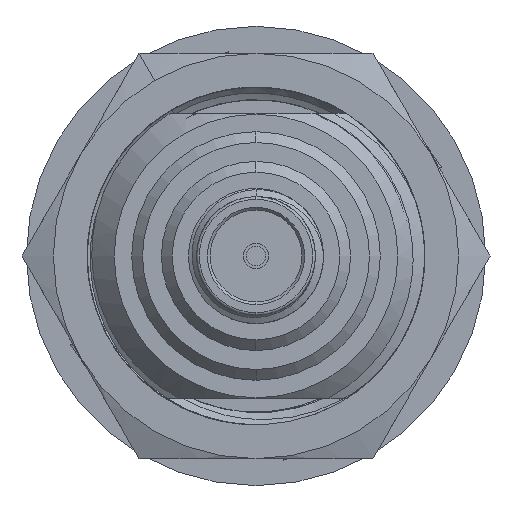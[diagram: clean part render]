
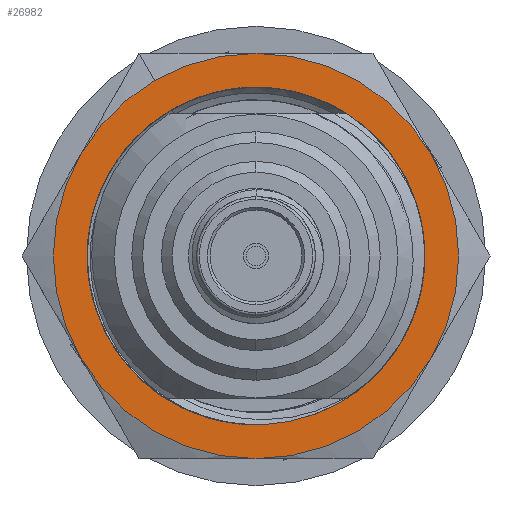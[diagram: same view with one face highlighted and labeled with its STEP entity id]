
A CAD part, left-side view. The second image highlights one B-rep face of the part: STEP entity #26982.
In plain terms, the highlighted planar face has unit normal (-1, 0, 0).
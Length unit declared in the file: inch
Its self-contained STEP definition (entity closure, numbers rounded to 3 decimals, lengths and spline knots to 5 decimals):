
#401 = DIRECTION ( 'NONE',  ( 0., 0.5, 0.866 ) ) ;
#570 = CIRCLE ( 'NONE', #24576, 0.375 ) ;
#908 = EDGE_CURVE ( 'NONE', #7808, #18743, #21965, .T. ) ;
#965 = CARTESIAN_POINT ( 'NONE',  ( 0.473, 0., 0. ) ) ;
#1491 = CIRCLE ( 'NONE', #12672, 0.375 ) ;
#1847 = DIRECTION ( 'NONE',  ( 0., 0.5, 0.866 ) ) ;
#1946 = CARTESIAN_POINT ( 'NONE',  ( 0.473, 0., 0. ) ) ;
#2302 = CARTESIAN_POINT ( 'NONE',  ( 0.473, 0., 0. ) ) ;
#2345 = CIRCLE ( 'NONE', #28595, 0.375 ) ;
#2903 = DIRECTION ( 'NONE',  ( 0., 1., 0. ) ) ;
#4452 = DIRECTION ( 'NONE',  ( -1., 0., 0. ) ) ;
#4511 = DIRECTION ( 'NONE',  ( -1., 0., 0. ) ) ;
#4740 = EDGE_CURVE ( 'NONE', #18743, #17228, #22489, .T. ) ;
#5102 = CARTESIAN_POINT ( 'NONE',  ( 0.473, 0., 0. ) ) ;
#5210 = CARTESIAN_POINT ( 'NONE',  ( 0.473, 0., 0. ) ) ;
#5277 = DIRECTION ( 'NONE',  ( 1., 0., 0. ) ) ;
#5369 = AXIS2_PLACEMENT_3D ( 'NONE', #12843, #4452, #17925 ) ;
#5507 = CARTESIAN_POINT ( 'NONE',  ( 0.473, 0.1875, 0.32476 ) ) ;
#5605 = CARTESIAN_POINT ( 'NONE',  ( 0.473, -0.193, -0.24578 ) ) ;
#5786 = VERTEX_POINT ( 'NONE', #5507 ) ;
#6311 = CARTESIAN_POINT ( 'NONE',  ( 0.473, 0., 0. ) ) ;
#6456 = ORIENTED_EDGE ( 'NONE', *, *, #908, .T. ) ;
#6780 = EDGE_CURVE ( 'NONE', #13775, #26657, #2345, .T. ) ;
#6910 = DIRECTION ( 'NONE',  ( -1., 0., 0. ) ) ;
#7081 = DIRECTION ( 'NONE',  ( 1., 0., 0. ) ) ;
#7193 = CIRCLE ( 'NONE', #14457, 0.3125 ) ;
#7234 = VERTEX_POINT ( 'NONE', #30819 ) ;
#7730 = EDGE_CURVE ( 'NONE', #5786, #7234, #10705, .T. ) ;
#7808 = VERTEX_POINT ( 'NONE', #5605 ) ;
#7944 = EDGE_CURVE ( 'NONE', #27301, #26657, #22994, .T. ) ;
#8068 = ORIENTED_EDGE ( 'NONE', *, *, #29470, .T. ) ;
#8725 = EDGE_LOOP ( 'NONE', ( #6456, #13496, #23411 ) ) ;
#9635 = CARTESIAN_POINT ( 'NONE',  ( 0.473, 0.03732, -0.31026 ) ) ;
#9865 = ORIENTED_EDGE ( 'NONE', *, *, #7944, .F. ) ;
#10677 = DIRECTION ( 'NONE',  ( 0., 0.5, 0.866 ) ) ;
#10705 = CIRCLE ( 'NONE', #29174, 0.375 ) ;
#10846 = CARTESIAN_POINT ( 'NONE',  ( 0.473, 0., 0. ) ) ;
#11804 = EDGE_CURVE ( 'NONE', #7234, #23854, #570, .T. ) ;
#12449 = AXIS2_PLACEMENT_3D ( 'NONE', #5102, #5277, #29429 ) ;
#12618 = DIRECTION ( 'NONE',  ( 0., 0.5, 0.866 ) ) ;
#12672 = AXIS2_PLACEMENT_3D ( 'NONE', #2302, #23646, #12618 ) ;
#12843 = CARTESIAN_POINT ( 'NONE',  ( 0.473, 0., 0. ) ) ;
#13384 = CIRCLE ( 'NONE', #18416, 0.375 ) ;
#13496 = ORIENTED_EDGE ( 'NONE', *, *, #4740, .T. ) ;
#13775 = VERTEX_POINT ( 'NONE', #18864 ) ;
#14236 = CARTESIAN_POINT ( 'NONE',  ( 0.473, 0.32476, -0.1875 ) ) ;
#14244 = FACE_OUTER_BOUND ( 'NONE', #32717, .T. ) ;
#14457 = AXIS2_PLACEMENT_3D ( 'NONE', #28265, #7081, #25805 ) ;
#15120 = ORIENTED_EDGE ( 'NONE', *, *, #6780, .T. ) ;
#15363 = VERTEX_POINT ( 'NONE', #29103 ) ;
#16286 = DIRECTION ( 'NONE',  ( -1., 0., 0. ) ) ;
#16448 = DIRECTION ( 'NONE',  ( 1., 0., 0. ) ) ;
#16628 = ORIENTED_EDGE ( 'NONE', *, *, #20765, .T. ) ;
#16709 = PLANE ( 'NONE',  #29966 ) ;
#17228 = VERTEX_POINT ( 'NONE', #9635 ) ;
#17925 = DIRECTION ( 'NONE',  ( 0., 0.5, 0.866 ) ) ;
#18416 = AXIS2_PLACEMENT_3D ( 'NONE', #33348, #6910, #1847 ) ;
#18598 = CARTESIAN_POINT ( 'NONE',  ( 0.473, -0.32476, 0.1875 ) ) ;
#18743 = VERTEX_POINT ( 'NONE', #29608 ) ;
#18864 = CARTESIAN_POINT ( 'NONE',  ( 0.473, -0.32476, -0.1875 ) ) ;
#19123 = ORIENTED_EDGE ( 'NONE', *, *, #11804, .T. ) ;
#19163 = FACE_BOUND ( 'NONE', #8725, .T. ) ;
#19243 = ORIENTED_EDGE ( 'NONE', *, *, #7730, .T. ) ;
#20488 = EDGE_CURVE ( 'NONE', #17228, #7808, #7193, .T. ) ;
#20765 = EDGE_CURVE ( 'NONE', #27301, #5786, #13384, .T. ) ;
#21965 = CIRCLE ( 'NONE', #12449, 0.3125 ) ;
#22489 = CIRCLE ( 'NONE', #33119, 0.3125 ) ;
#22994 = CIRCLE ( 'NONE', #34189, 0.375 ) ;
#23411 = ORIENTED_EDGE ( 'NONE', *, *, #20488, .T. ) ;
#23646 = DIRECTION ( 'NONE',  ( -1., 0., 0. ) ) ;
#23750 = DIRECTION ( 'NONE',  ( 0., 0.5, 0.866 ) ) ;
#23854 = VERTEX_POINT ( 'NONE', #14236 ) ;
#24312 = CARTESIAN_POINT ( 'NONE',  ( 0.473, 0., 0. ) ) ;
#24407 = DIRECTION ( 'NONE',  ( 1., 0., 0. ) ) ;
#24576 = AXIS2_PLACEMENT_3D ( 'NONE', #5210, #4511, #23750 ) ;
#25711 = EDGE_CURVE ( 'NONE', #15363, #13775, #29942, .T. ) ;
#25805 = DIRECTION ( 'NONE',  ( 0., 0.5, 0.866 ) ) ;
#26657 = VERTEX_POINT ( 'NONE', #18598 ) ;
#26982 = ADVANCED_FACE ( 'NONE', ( #19163, #14244 ), #16709, .F. ) ;
#26988 = DIRECTION ( 'NONE',  ( 1., 0., 0. ) ) ;
#27288 = DIRECTION ( 'NONE',  ( 0., 0.5, 0.866 ) ) ;
#27301 = VERTEX_POINT ( 'NONE', #30693 ) ;
#28265 = CARTESIAN_POINT ( 'NONE',  ( 0.473, 0., 0. ) ) ;
#28595 = AXIS2_PLACEMENT_3D ( 'NONE', #24312, #32205, #27288 ) ;
#29103 = CARTESIAN_POINT ( 'NONE',  ( 0.473, 0., -0.375 ) ) ;
#29174 = AXIS2_PLACEMENT_3D ( 'NONE', #1946, #16286, #29917 ) ;
#29429 = DIRECTION ( 'NONE',  ( 0., 0.5, 0.866 ) ) ;
#29470 = EDGE_CURVE ( 'NONE', #23854, #15363, #1491, .T. ) ;
#29608 = CARTESIAN_POINT ( 'NONE',  ( 0.473, -0.15625, -0.27063 ) ) ;
#29917 = DIRECTION ( 'NONE',  ( 0., 0.5, 0.866 ) ) ;
#29942 = CIRCLE ( 'NONE', #5369, 0.375 ) ;
#29966 = AXIS2_PLACEMENT_3D ( 'NONE', #965, #24407, #2903 ) ;
#30693 = CARTESIAN_POINT ( 'NONE',  ( 0.473, 0., 0.375 ) ) ;
#30819 = CARTESIAN_POINT ( 'NONE',  ( 0.473, 0.32476, 0.1875 ) ) ;
#32205 = DIRECTION ( 'NONE',  ( -1., 0., 0. ) ) ;
#32717 = EDGE_LOOP ( 'NONE', ( #16628, #19243, #19123, #8068, #32754, #15120, #9865 ) ) ;
#32754 = ORIENTED_EDGE ( 'NONE', *, *, #25711, .T. ) ;
#33119 = AXIS2_PLACEMENT_3D ( 'NONE', #6311, #26988, #401 ) ;
#33348 = CARTESIAN_POINT ( 'NONE',  ( 0.473, 0., 0. ) ) ;
#34189 = AXIS2_PLACEMENT_3D ( 'NONE', #10846, #16448, #10677 ) ;
